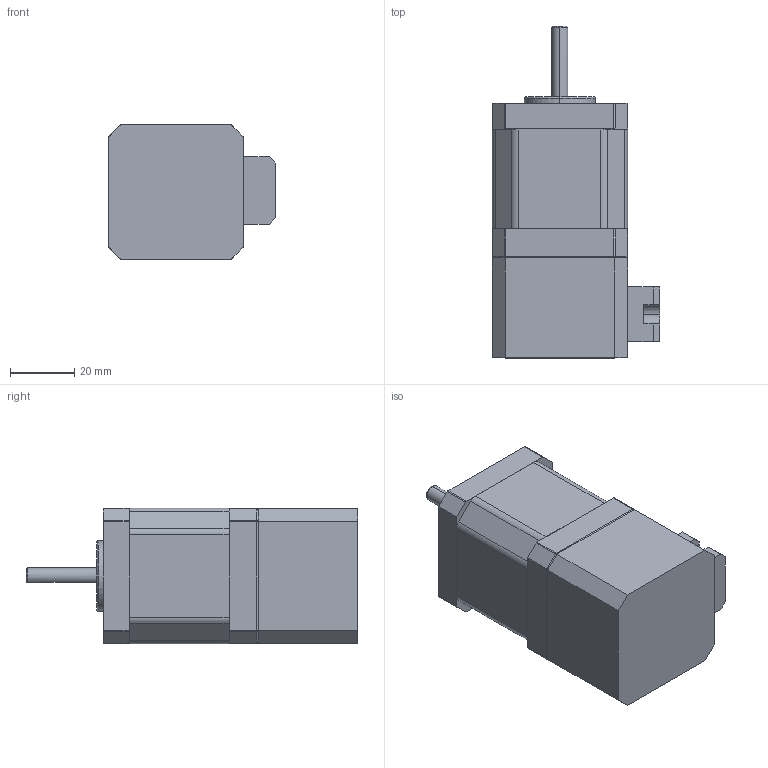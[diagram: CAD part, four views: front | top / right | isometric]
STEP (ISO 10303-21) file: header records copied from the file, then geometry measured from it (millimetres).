
FILE_DESCRIPTION (( 'STEP AP214' ), '1' );
FILE_NAME ('42HS4813B4-SC.STEP', '2024-04-24T03:04:17', ( '' ), ( '' ), 'SwSTEP 2.0', 'SolidWorks 2021', '' );
FILE_SCHEMA (( 'AUTOMOTIVE_DESIGN' ));
Length unit declared in the file: millimetre
Products named in the file (7): 42____.STEP; 42__.STEP; 48____.STEP; 42HS4813B4-SC; M3x40.STEP; 42价陬; 揤盄
Assembly tree (9 placements, depth 2):
  42HS4813B4-SC
    42____.STEP
    42__.STEP
    48____.STEP
    M3x40.STEP  x4
    42价陬
    揤盄
Bounding box: 52 x 103 x 42 mm (x, y, z)
Volume: 104800.6 mm3; surface area: 35390.4 mm2
Topology: 9 solids, 9 shells, 274 faces, 682 edges, 440 vertices
Faces by surface type: plane 124, cylinder 121, torus 12, sphere 8, bspline 8, cone 1
Entity records: 6120 total; most frequent: DIRECTION 1074, CARTESIAN_POINT 1022, ORIENTED_EDGE 954, EDGE_CURVE 477, AXIS2_PLACEMENT_3D 398, VERTEX_POINT 308, LINE 278, VECTOR 278
